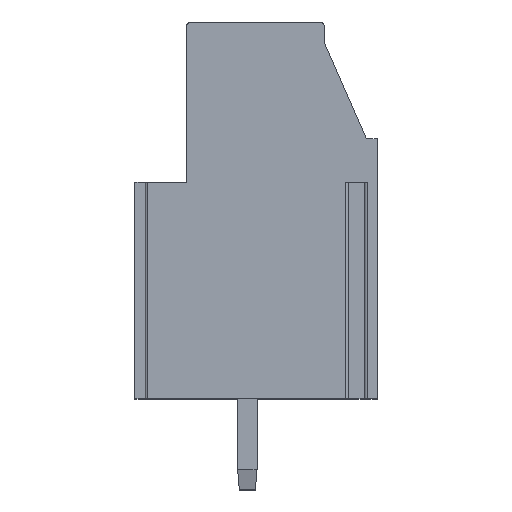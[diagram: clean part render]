
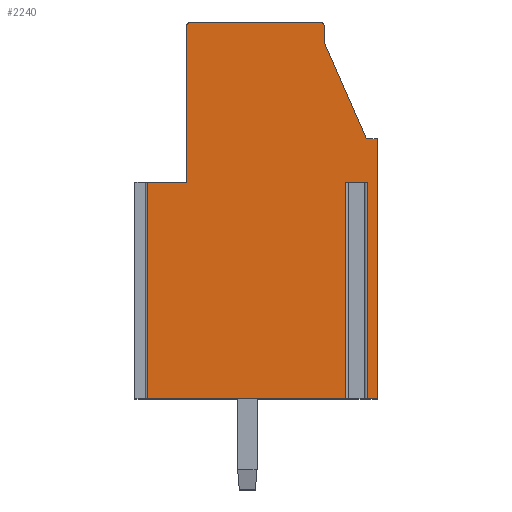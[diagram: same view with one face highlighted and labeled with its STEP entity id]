
A CAD part, top view. The second image highlights one B-rep face of the part: STEP entity #2240.
In plain terms, the highlighted planar face has unit normal (0, 0, 1).
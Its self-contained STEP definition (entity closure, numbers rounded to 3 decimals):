
#83=DIRECTION('',(-1.,0.,0.));
#84=VECTOR('',#83,1.806);
#85=CARTESIAN_POINT('',(-3.2,1.3,2.5));
#86=LINE('',#85,#84);
#469=DIRECTION('',(1.,0.,0.));
#470=VECTOR('',#469,0.989);
#471=CARTESIAN_POINT('',(4.142,1.3,2.5));
#472=LINE('',#471,#470);
#473=DIRECTION('',(0.,-1.,0.));
#474=VECTOR('',#473,10.);
#475=CARTESIAN_POINT('',(4.142,1.3,2.5));
#476=LINE('',#475,#474);
#477=DIRECTION('',(1.,0.,0.));
#478=VECTOR('',#477,9.148);
#479=CARTESIAN_POINT('',(-5.006,-8.7,2.5));
#480=LINE('',#479,#478);
#481=DIRECTION('',(0.,-1.,0.));
#482=VECTOR('',#481,10.);
#483=CARTESIAN_POINT('',(-5.006,1.3,2.5));
#484=LINE('',#483,#482);
#485=DIRECTION('',(0.,-1.,0.));
#486=VECTOR('',#485,7.2);
#487=CARTESIAN_POINT('',(-3.2,8.5,2.5));
#488=LINE('',#487,#486);
#489=CARTESIAN_POINT('',(-3.,8.5,2.5));
#490=DIRECTION('',(0.,0.,1.));
#491=DIRECTION('',(0.,1.,0.));
#492=AXIS2_PLACEMENT_3D('',#489,#490,#491);
#494=DIRECTION('',(-1.,0.,0.));
#495=VECTOR('',#494,5.95);
#496=CARTESIAN_POINT('',(2.95,8.7,2.5));
#497=LINE('',#496,#495);
#498=CARTESIAN_POINT('',(2.95,8.5,2.5));
#499=DIRECTION('',(0.,0.,1.));
#500=DIRECTION('',(1.,0.,0.));
#501=AXIS2_PLACEMENT_3D('',#498,#499,#500);
#503=DIRECTION('',(0.,1.,0.));
#504=VECTOR('',#503,0.75);
#505=CARTESIAN_POINT('',(3.15,7.75,2.5));
#506=LINE('',#505,#504);
#507=DIRECTION('',(-0.401,0.916,0.));
#508=VECTOR('',#507,4.859);
#509=CARTESIAN_POINT('',(5.1,3.3,2.5));
#510=LINE('',#509,#508);
#511=DIRECTION('',(-1.,0.,0.));
#512=VECTOR('',#511,0.5);
#513=CARTESIAN_POINT('',(5.6,3.3,2.5));
#514=LINE('',#513,#512);
#515=DIRECTION('',(0.,1.,0.));
#516=VECTOR('',#515,12.);
#517=CARTESIAN_POINT('',(5.6,-8.7,2.5));
#518=LINE('',#517,#516);
#519=DIRECTION('',(1.,0.,0.));
#520=VECTOR('',#519,0.469);
#521=CARTESIAN_POINT('',(5.131,-8.7,2.5));
#522=LINE('',#521,#520);
#523=DIRECTION('',(0.,-1.,0.));
#524=VECTOR('',#523,10.);
#525=CARTESIAN_POINT('',(5.131,1.3,2.5));
#526=LINE('',#525,#524);
#1261=CARTESIAN_POINT('',(5.1,3.3,2.5));
#1262=CARTESIAN_POINT('',(3.15,7.75,2.5));
#1263=VERTEX_POINT('',#1261);
#1264=VERTEX_POINT('',#1262);
#1265=CARTESIAN_POINT('',(3.15,8.5,2.5));
#1266=VERTEX_POINT('',#1265);
#1267=CARTESIAN_POINT('',(2.95,8.7,2.5));
#1268=VERTEX_POINT('',#1267);
#1269=CARTESIAN_POINT('',(-3.,8.7,2.5));
#1270=VERTEX_POINT('',#1269);
#1271=CARTESIAN_POINT('',(-3.2,8.5,2.5));
#1272=VERTEX_POINT('',#1271);
#1273=CARTESIAN_POINT('',(-3.2,1.3,2.5));
#1274=VERTEX_POINT('',#1273);
#1275=CARTESIAN_POINT('',(5.6,-8.7,2.5));
#1276=CARTESIAN_POINT('',(5.6,3.3,2.5));
#1277=VERTEX_POINT('',#1275);
#1278=VERTEX_POINT('',#1276);
#1291=CARTESIAN_POINT('',(4.142,1.3,2.5));
#1292=CARTESIAN_POINT('',(5.131,1.3,2.5));
#1293=VERTEX_POINT('',#1291);
#1294=VERTEX_POINT('',#1292);
#1295=CARTESIAN_POINT('',(-5.006,1.3,2.5));
#1296=CARTESIAN_POINT('',(-5.006,-8.7,2.5));
#1297=VERTEX_POINT('',#1295);
#1298=VERTEX_POINT('',#1296);
#1299=CARTESIAN_POINT('',(5.131,-8.7,2.5));
#1300=VERTEX_POINT('',#1299);
#1301=CARTESIAN_POINT('',(4.142,-8.7,2.5));
#1302=VERTEX_POINT('',#1301);
#2215=CARTESIAN_POINT('',(0.,0.,2.5));
#2216=DIRECTION('',(0.,0.,1.));
#2217=DIRECTION('',(1.,0.,0.));
#2218=AXIS2_PLACEMENT_3D('',#2215,#2216,#2217);
#2219=PLANE('',#2218);
#2221=ORIENTED_EDGE('',*,*,#2220,.F.);
#2223=ORIENTED_EDGE('',*,*,#2222,.T.);
#2224=ORIENTED_EDGE('',*,*,#1999,.F.);
#2225=ORIENTED_EDGE('',*,*,#2207,.F.);
#2226=ORIENTED_EDGE('',*,*,#1673,.F.);
#2227=ORIENTED_EDGE('',*,*,#1832,.F.);
#2228=ORIENTED_EDGE('',*,*,#1845,.F.);
#2229=ORIENTED_EDGE('',*,*,#1859,.F.);
#2230=ORIENTED_EDGE('',*,*,#1885,.F.);
#2231=ORIENTED_EDGE('',*,*,#1899,.F.);
#2232=ORIENTED_EDGE('',*,*,#1913,.F.);
#2233=ORIENTED_EDGE('',*,*,#1927,.F.);
#2234=ORIENTED_EDGE('',*,*,#1941,.F.);
#2235=ORIENTED_EDGE('',*,*,#2015,.F.);
#2237=ORIENTED_EDGE('',*,*,#2236,.F.);
#2238=EDGE_LOOP('',(#2221,#2223,#2224,#2225,#2226,#2227,#2228,#2229,#2230,#2231,
#2232,#2233,#2234,#2235,#2237));
#2239=FACE_OUTER_BOUND('',#2238,.F.);
#493=CIRCLE('',#492,0.2);
#502=CIRCLE('',#501,0.2);
#1673=EDGE_CURVE('',#1274,#1297,#86,.T.);
#1832=EDGE_CURVE('',#1272,#1274,#488,.T.);
#1845=EDGE_CURVE('',#1270,#1272,#493,.T.);
#1859=EDGE_CURVE('',#1268,#1270,#497,.T.);
#1885=EDGE_CURVE('',#1266,#1268,#502,.T.);
#1899=EDGE_CURVE('',#1264,#1266,#506,.T.);
#1913=EDGE_CURVE('',#1263,#1264,#510,.T.);
#1927=EDGE_CURVE('',#1278,#1263,#514,.T.);
#1941=EDGE_CURVE('',#1277,#1278,#518,.T.);
#1999=EDGE_CURVE('',#1298,#1302,#480,.T.);
#2015=EDGE_CURVE('',#1300,#1277,#522,.T.);
#2207=EDGE_CURVE('',#1297,#1298,#484,.T.);
#2220=EDGE_CURVE('',#1293,#1294,#472,.T.);
#2222=EDGE_CURVE('',#1293,#1302,#476,.T.);
#2236=EDGE_CURVE('',#1294,#1300,#526,.T.);
#2240=ADVANCED_FACE('',(#2239),#2219,.T.);
